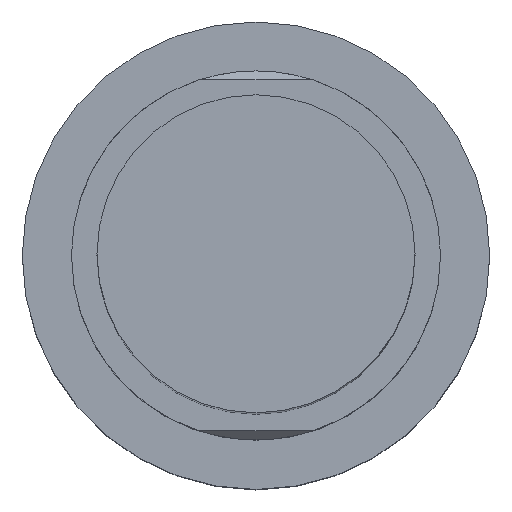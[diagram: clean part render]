
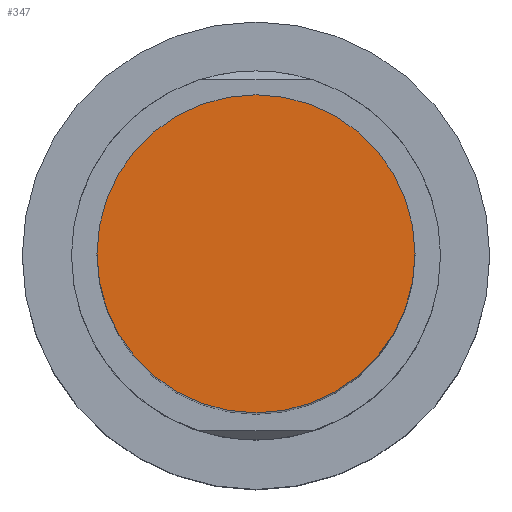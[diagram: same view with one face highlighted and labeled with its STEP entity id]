
A CAD part, top view. The second image highlights one B-rep face of the part: STEP entity #347.
In plain terms, the highlighted planar face has unit normal (0, 0, 1).
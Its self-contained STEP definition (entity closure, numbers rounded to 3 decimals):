
#9 = AXIS2_PLACEMENT_3D ( 'NONE', #228, #512, #392 ) ;
#15 = DIRECTION ( 'NONE',  ( 1., 0., 0. ) ) ;
#140 = CARTESIAN_POINT ( 'NONE',  ( 0., 0., 0. ) ) ;
#150 = DIRECTION ( 'NONE',  ( -1., 0., 0. ) ) ;
#208 = CARTESIAN_POINT ( 'NONE',  ( 0., 0., 0. ) ) ;
#228 = CARTESIAN_POINT ( 'NONE',  ( 0., 0., 0. ) ) ;
#242 = CIRCLE ( 'NONE', #9, 9.525 ) ;
#247 = ORIENTED_EDGE ( 'NONE', *, *, #402, .T. ) ;
#269 = ORIENTED_EDGE ( 'NONE', *, *, #466, .T. ) ;
#338 = EDGE_LOOP ( 'NONE', ( #247, #269 ) ) ;
#347 = ADVANCED_FACE ( 'NONE', ( #565 ), #471, .F. ) ;
#392 = DIRECTION ( 'NONE',  ( 1., 0., 0. ) ) ;
#401 = DIRECTION ( 'NONE',  ( 0., 0., 1. ) ) ;
#402 = EDGE_CURVE ( 'NONE', #419, #758, #704, .T. ) ;
#419 = VERTEX_POINT ( 'NONE', #697 ) ;
#451 = AXIS2_PLACEMENT_3D ( 'NONE', #208, #634, #150 ) ;
#466 = EDGE_CURVE ( 'NONE', #758, #419, #242, .T. ) ;
#471 = PLANE ( 'NONE',  #451 ) ;
#512 = DIRECTION ( 'NONE',  ( 0., 0., 1. ) ) ;
#565 = FACE_OUTER_BOUND ( 'NONE', #338, .T. ) ;
#571 = AXIS2_PLACEMENT_3D ( 'NONE', #140, #401, #15 ) ;
#634 = DIRECTION ( 'NONE',  ( 0., 0., -1. ) ) ;
#697 = CARTESIAN_POINT ( 'NONE',  ( 9.525, 0., 0. ) ) ;
#704 = CIRCLE ( 'NONE', #571, 9.525 ) ;
#758 = VERTEX_POINT ( 'NONE', #794 ) ;
#794 = CARTESIAN_POINT ( 'NONE',  ( -9.525, 0., 0. ) ) ;
